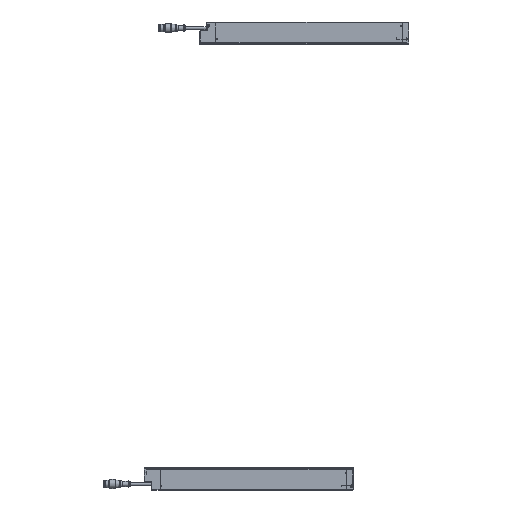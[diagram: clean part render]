
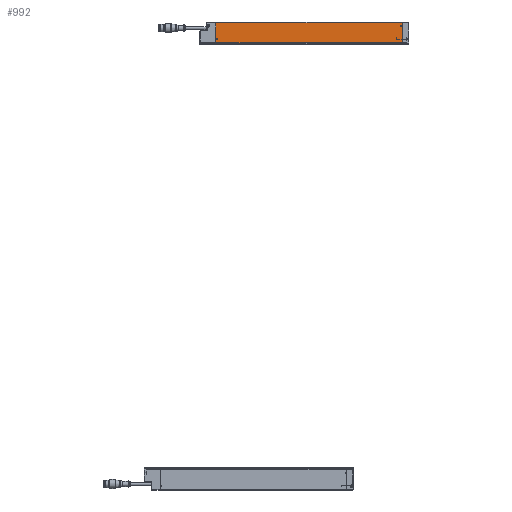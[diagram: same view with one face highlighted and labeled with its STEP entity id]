
A CAD part, left-side view. The second image highlights one B-rep face of the part: STEP entity #992.
In plain terms, the highlighted face is planar.
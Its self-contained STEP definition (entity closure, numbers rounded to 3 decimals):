
#992 = ADVANCED_FACE( '', ( #2330 ), #2331, .T. );
#2330 = FACE_OUTER_BOUND( '', #4473, .T. );
#2331 = PLANE( '', #4474 );
#4473 = EDGE_LOOP( '', ( #8705, #8706, #8707, #8708 ) );
#4474 = AXIS2_PLACEMENT_3D( '', #8709, #8710, #8711 );
#8705 = ORIENTED_EDGE( '', *, *, #10895, .F. );
#8706 = ORIENTED_EDGE( '', *, *, #10916, .F. );
#8707 = ORIENTED_EDGE( '', *, *, #10848, .T. );
#8708 = ORIENTED_EDGE( '', *, *, #10917, .T. );
#8709 = CARTESIAN_POINT( '', ( 10., 135., -1.403 ) );
#8710 = DIRECTION( '', ( 1., 0., 0. ) );
#8711 = DIRECTION( '', ( 0., 0., -1. ) );
#10848 = EDGE_CURVE( '', #12991, #12989, #12992, .T. );
#10895 = EDGE_CURVE( '', #13081, #13083, #13084, .T. );
#10916 = EDGE_CURVE( '', #12991, #13081, #13110, .T. );
#10917 = EDGE_CURVE( '', #12989, #13083, #13111, .T. );
#12989 = VERTEX_POINT( '', #15971 );
#12991 = VERTEX_POINT( '', #15973 );
#12992 = LINE( '', #15974, #15975 );
#13081 = VERTEX_POINT( '', #16087 );
#13083 = VERTEX_POINT( '', #16089 );
#13084 = LINE( '', #16090, #16091 );
#13110 = LINE( '', #16135, #16136 );
#13111 = LINE( '', #16137, #16138 );
#15971 = CARTESIAN_POINT( '', ( 10., 294., 30.597 ) );
#15973 = CARTESIAN_POINT( '', ( 10., 294., -1.403 ) );
#15974 = CARTESIAN_POINT( '', ( 10., 294., -1.403 ) );
#15975 = VECTOR( '', #19308, 1000. );
#16087 = CARTESIAN_POINT( '', ( 10., 0., -1.403 ) );
#16089 = CARTESIAN_POINT( '', ( 10., 0., 30.597 ) );
#16090 = CARTESIAN_POINT( '', ( 10., 0., -1.403 ) );
#16091 = VECTOR( '', #19401, 1000. );
#16135 = CARTESIAN_POINT( '', ( 10., 135., -1.403 ) );
#16136 = VECTOR( '', #19426, 1000. );
#16137 = CARTESIAN_POINT( '', ( 10., 135., 30.597 ) );
#16138 = VECTOR( '', #19427, 1000. );
#19308 = DIRECTION( '', ( 0., 0., 1. ) );
#19401 = DIRECTION( '', ( 0., 0., 1. ) );
#19426 = DIRECTION( '', ( 0., -1., 0. ) );
#19427 = DIRECTION( '', ( 0., -1., 0. ) );
